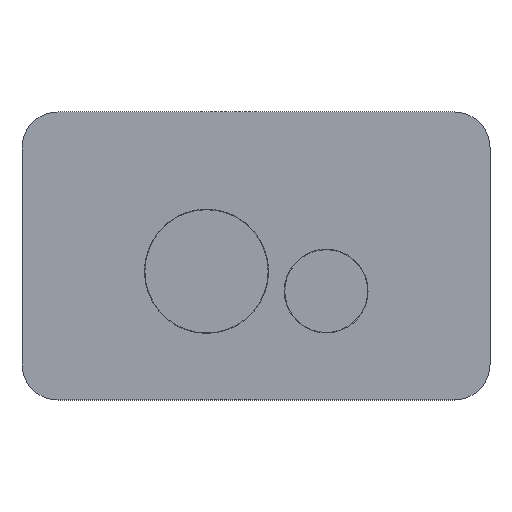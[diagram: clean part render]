
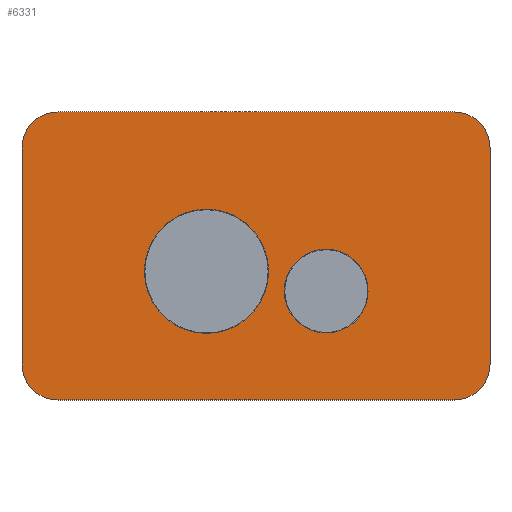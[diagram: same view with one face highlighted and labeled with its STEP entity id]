
A CAD part, top view. The second image highlights one B-rep face of the part: STEP entity #6331.
In plain terms, the highlighted planar face has unit normal (0, 0, 1).
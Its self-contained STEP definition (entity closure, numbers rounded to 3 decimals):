
#6331=ADVANCED_FACE('',(#13174,#13175,#13176),#13177,.T.);
#13174=FACE_BOUND('',#23575,.T.);
#13175=FACE_BOUND('',#23576,.T.);
#13176=FACE_OUTER_BOUND('',#23577,.T.);
#13177=PLANE('',#23578);
#23575=EDGE_LOOP('',(#37215));
#23576=EDGE_LOOP('',(#37216));
#23577=EDGE_LOOP('',(#37217,#37218,#37219,#37220,#37221,#37222,#37223,#37224));
#23578=AXIS2_PLACEMENT_3D('',#37225,#37226,#37227);
#37215=ORIENTED_EDGE('',*,*,#67368,.F.);
#37216=ORIENTED_EDGE('',*,*,#67365,.F.);
#37217=ORIENTED_EDGE('',*,*,#67356,.T.);
#37218=ORIENTED_EDGE('',*,*,#67361,.T.);
#37219=ORIENTED_EDGE('',*,*,#67352,.T.);
#37220=ORIENTED_EDGE('',*,*,#67343,.T.);
#37221=ORIENTED_EDGE('',*,*,#67348,.T.);
#37222=ORIENTED_EDGE('',*,*,#67375,.T.);
#37223=ORIENTED_EDGE('',*,*,#67370,.T.);
#37224=ORIENTED_EDGE('',*,*,#67376,.T.);
#37225=CARTESIAN_POINT('',(-110.0,20.0,1.5));
#37226=DIRECTION('',(0.0,0.0,1.0));
#37227=DIRECTION('',(1.0,0.0,0.0));
#67343=EDGE_CURVE('',#79347,#79348,#79349,.T.);
#67348=EDGE_CURVE('',#79348,#79356,#79357,.T.);
#67352=EDGE_CURVE('',#79362,#79347,#79363,.T.);
#67356=EDGE_CURVE('',#79368,#79369,#79370,.T.);
#67361=EDGE_CURVE('',#79369,#79362,#79377,.T.);
#67365=EDGE_CURVE('',#79382,#79382,#79383,.T.);
#67368=EDGE_CURVE('',#79387,#79387,#79388,.T.);
#67370=EDGE_CURVE('',#79390,#79391,#79392,.T.);
#67375=EDGE_CURVE('',#79356,#79390,#79399,.T.);
#67376=EDGE_CURVE('',#79391,#79368,#79400,.T.);
#79347=VERTEX_POINT('',#97132);
#79348=VERTEX_POINT('',#97133);
#79349=CIRCLE('',#97134,20.0);
#79356=VERTEX_POINT('',#97143);
#79357=LINE('',#97144,#97145);
#79362=VERTEX_POINT('',#97152);
#79363=LINE('',#97153,#97154);
#79368=VERTEX_POINT('',#97161);
#79369=VERTEX_POINT('',#97162);
#79370=LINE('',#97163,#97164);
#79377=CIRCLE('',#97174,20.0);
#79382=VERTEX_POINT('',#97179);
#79383=CIRCLE('',#97180,34.5);
#79387=VERTEX_POINT('',#97184);
#79388=CIRCLE('',#97185,23.25);
#79390=VERTEX_POINT('',#97187);
#79391=VERTEX_POINT('',#97188);
#79392=LINE('',#97189,#97190);
#79399=CIRCLE('',#97200,20.0);
#79400=CIRCLE('',#97201,20.0);
#97132=CARTESIAN_POINT('',(110.0,0.0,1.5));
#97133=CARTESIAN_POINT('',(130.0,20.0,1.5));
#97134=AXIS2_PLACEMENT_3D('',#130300,#130301,#130302);
#97143=CARTESIAN_POINT('',(130.0,140.0,1.5));
#97144=CARTESIAN_POINT('',(130.0,80.0,1.5));
#97145=VECTOR('',#130308,1.0);
#97152=CARTESIAN_POINT('',(-110.0,0.,1.5));
#97153=CARTESIAN_POINT('',(0.,0.0,1.5));
#97154=VECTOR('',#130311,1.0);
#97161=CARTESIAN_POINT('',(-130.0,140.0,1.5));
#97162=CARTESIAN_POINT('',(-130.0,20.0,1.5));
#97163=CARTESIAN_POINT('',(-130.0,80.0,1.5));
#97164=VECTOR('',#130314,1.0);
#97174=AXIS2_PLACEMENT_3D('',#130318,#130319,#130320);
#97179=CARTESIAN_POINT('',(7.0,71.5,1.5));
#97180=AXIS2_PLACEMENT_3D('',#130327,#130328,#130329);
#97184=CARTESIAN_POINT('',(62.25,60.5,1.5));
#97185=AXIS2_PLACEMENT_3D('',#130333,#130334,#130335);
#97187=CARTESIAN_POINT('',(110.0,160.0,1.5));
#97188=CARTESIAN_POINT('',(-110.0,160.0,1.5));
#97189=CARTESIAN_POINT('',(0.,160.0,1.5));
#97190=VECTOR('',#130336,1.0);
#97200=AXIS2_PLACEMENT_3D('',#130340,#130341,#130342);
#97201=AXIS2_PLACEMENT_3D('',#130343,#130344,#130345);
#130300=CARTESIAN_POINT('',(110.0,20.0,1.5));
#130301=DIRECTION('',(0.0,0.0,1.0));
#130302=DIRECTION('',(1.0,0.0,0.0));
#130308=DIRECTION('',(0.,1.0,0.0));
#130311=DIRECTION('',(1.0,0.0,0.0));
#130314=DIRECTION('',(0.,-1.0,0.0));
#130318=CARTESIAN_POINT('',(-110.0,20.0,1.5));
#130319=DIRECTION('',(0.0,0.0,1.0));
#130320=DIRECTION('',(1.0,0.0,0.0));
#130327=CARTESIAN_POINT('',(-27.5,71.5,1.5));
#130328=DIRECTION('',(0.0,0.0,1.0));
#130329=DIRECTION('',(1.0,0.0,0.0));
#130333=CARTESIAN_POINT('',(39.0,60.5,1.5));
#130334=DIRECTION('',(0.0,0.0,1.0));
#130335=DIRECTION('',(1.0,0.0,0.0));
#130336=DIRECTION('',(-1.0,0.,0.0));
#130340=CARTESIAN_POINT('',(110.0,140.0,1.5));
#130341=DIRECTION('',(0.0,0.0,1.0));
#130342=DIRECTION('',(1.0,0.0,0.0));
#130343=CARTESIAN_POINT('',(-110.0,140.0,1.5));
#130344=DIRECTION('',(0.0,0.0,1.0));
#130345=DIRECTION('',(1.0,0.0,0.0));
